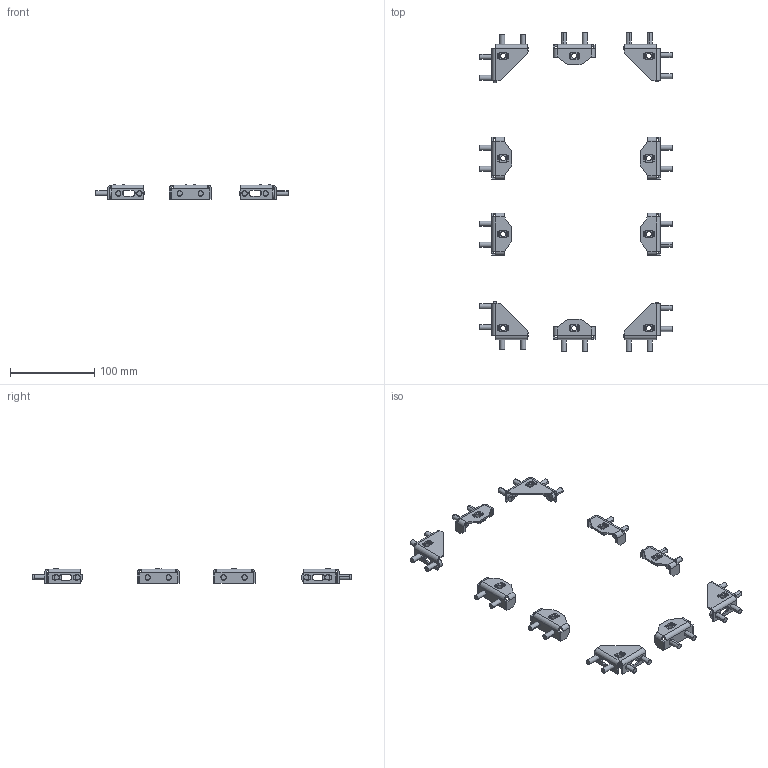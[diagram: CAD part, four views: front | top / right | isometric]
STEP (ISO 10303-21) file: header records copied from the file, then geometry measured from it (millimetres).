
FILE_DESCRIPTION (( 'STEP AP214' ), '1' );
FILE_NAME ('AJC10 Êîìïëåêò àêñåññóàðîâ äëÿ ñîåäèíåíèÿ êàðêàñîâ è ìîíòàæà çàäíèõ è áîêîâûõ ïàíåëåé.step', '2020-11-05T13:37:48', ( '' ), ( '' ), 'SwSTEP 2.0', 'SolidWorks 2019', '' );
FILE_SCHEMA (( 'AUTOMOTIVE_DESIGN' ));
Length unit declared in the file: millimetre
Products named in the file (5): Âèíò ñàìîíàðåçàþùèé Ì6 DIN 7516À_6å16; AVT001.00.00.05 Êðîíøòåéí ñîåäèíèòåëüíûé_èçâ0035_05.19_00; Ãàéêà êëåòåâàÿ Ì6_3À; AVT001.00.00.04 Êðîíøòåéí óãëîâîé_èçâ0035_05.19_00; AJC10 Êîìïëåêò àêñåññóàðîâ äëÿ ñîåäèíåíèÿ êàðêàñîâ è ìîíòàæà çàäíèõ è áîêîâûõ ïàíåëåé
Assembly tree (48 placements, depth 2):
  AJC10 Êîìïëåêò àêñåññóàðîâ äëÿ ñîåäèíåíèÿ êàðêàñîâ è ìîíòàæà çàäíèõ è áîêîâûõ ïàíåëåé
    AVT001.00.00.05 Êðîíøòåéí ñîåäèíèòåëüíûé_èçâ0035_05.19_00  x6
    AVT001.00.00.04 Êðîíøòåéí óãëîâîé_èçâ0035_05.19_00  x4
    Ãàéêà êëåòåâàÿ Ì6_3À  x10
    Âèíò ñàìîíàðåçàþùèé Ì6 DIN 7516À_6å16  x28
Bounding box: 228 x 378 x 17.4 mm (x, y, z)
Volume: 67323.4 mm3; surface area: 74752.6 mm2
Topology: 48 solids, 48 shells, 1596 faces, 4088 edges, 2616 vertices
Faces by surface type: plane 1104, cylinder 436, sphere 56
Entity records: 5491 total; most frequent: CARTESIAN_POINT 982, DIRECTION 915, ORIENTED_EDGE 838, EDGE_CURVE 419, AXIS2_PLACEMENT_3D 307, LINE 301, VECTOR 301, VERTEX_POINT 262
